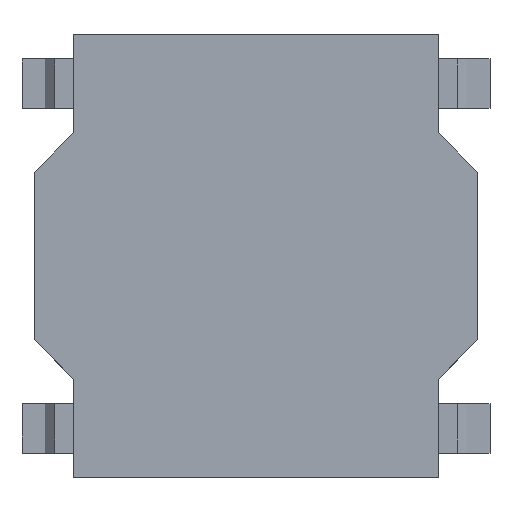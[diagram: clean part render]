
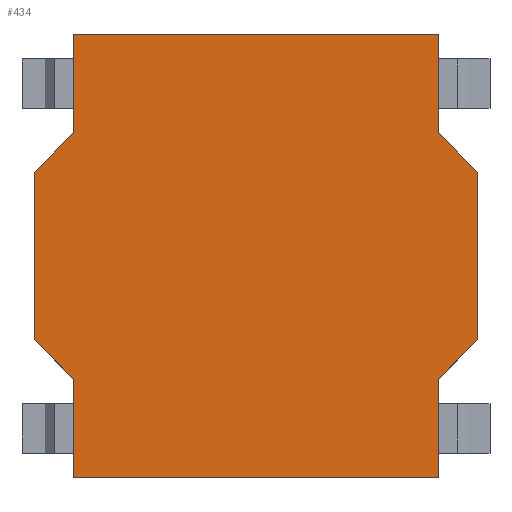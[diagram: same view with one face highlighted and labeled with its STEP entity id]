
A CAD part, top view. The second image highlights one B-rep face of the part: STEP entity #434.
In plain terms, the highlighted planar face has unit normal (0, 0, 1).
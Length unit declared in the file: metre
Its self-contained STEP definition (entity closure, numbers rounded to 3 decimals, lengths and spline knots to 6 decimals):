
#244 = EDGE_CURVE( '', #652, #653, #654, .T. );
#278 = EDGE_CURVE( '', #690, #713, #714, .T. );
#308 = EDGE_CURVE( '', #713, #710, #761, .T. );
#330 = EDGE_CURVE( '', #790, #690, #791, .T. );
#368 = EDGE_CURVE( '', #653, #729, #846, .T. );
#386 = EDGE_CURVE( '', #787, #790, #870, .T. );
#396 = EDGE_CURVE( '', #823, #652, #881, .T. );
#434 = ADVANCED_FACE( '', ( #930 ), #931, .F. );
#442 = EDGE_CURVE( '', #729, #787, #942, .T. );
#468 = EDGE_CURVE( '', #916, #725, #977, .T. );
#494 = EDGE_CURVE( '', #725, #1007, #1008, .T. );
#510 = EDGE_CURVE( '', #710, #916, #1024, .T. );
#558 = EDGE_CURVE( '', #1007, #823, #1079, .T. );
#652 = VERTEX_POINT( '', #1186 );
#653 = VERTEX_POINT( '', #1187 );
#654 = LINE( '', #1188, #1189 );
#690 = VERTEX_POINT( '', #1242 );
#710 = VERTEX_POINT( '', #1274 );
#713 = VERTEX_POINT( '', #1279 );
#714 = LINE( '', #1280, #1281 );
#725 = VERTEX_POINT( '', #1295 );
#729 = VERTEX_POINT( '', #1301 );
#761 = LINE( '', #1345, #1346 );
#787 = VERTEX_POINT( '', #1383 );
#790 = VERTEX_POINT( '', #1388 );
#791 = LINE( '', #1389, #1390 );
#823 = VERTEX_POINT( '', #1439 );
#846 = LINE( '', #1478, #1479 );
#870 = LINE( '', #1510, #1511 );
#881 = LINE( '', #1529, #1530 );
#916 = VERTEX_POINT( '', #1582 );
#930 = FACE_OUTER_BOUND( '', #1605, .T. );
#931 = PLANE( '', #1606 );
#942 = LINE( '', #1618, #1619 );
#977 = LINE( '', #1669, #1670 );
#1007 = VERTEX_POINT( '', #1725 );
#1008 = LINE( '', #1726, #1727 );
#1024 = LINE( '', #1758, #1759 );
#1079 = LINE( '', #1847, #1848 );
#1186 = CARTESIAN_POINT( '', ( -0.00185, 0.001244, 0.000597 ) );
#1187 = CARTESIAN_POINT( '', ( -0.00225, 0.000844, 0.000597 ) );
#1188 = CARTESIAN_POINT( '', ( -0.00185, 0.001244, 0.000597 ) );
#1189 = VECTOR( '', #1964, 1. );
#1242 = CARTESIAN_POINT( '', ( 0.00185, -0.002256, 0.000597 ) );
#1274 = CARTESIAN_POINT( '', ( 0.00225, -0.000856, 0.000597 ) );
#1279 = CARTESIAN_POINT( '', ( 0.00185, -0.001256, 0.000597 ) );
#1280 = CARTESIAN_POINT( '', ( 0.00185, -0.001256, 0.000597 ) );
#1281 = VECTOR( '', #1988, 1. );
#1295 = CARTESIAN_POINT( '', ( 0.00185, 0.001244, 0.000597 ) );
#1301 = CARTESIAN_POINT( '', ( -0.00225, -0.000856, 0.000597 ) );
#1345 = CARTESIAN_POINT( '', ( 0.00225, -0.000856, 0.000597 ) );
#1346 = VECTOR( '', #2057, 1. );
#1383 = CARTESIAN_POINT( '', ( -0.00185, -0.001256, 0.000597 ) );
#1388 = CARTESIAN_POINT( '', ( -0.00185, -0.002256, 0.000597 ) );
#1389 = CARTESIAN_POINT( '', ( 0.00185, -0.002256, 0.000597 ) );
#1390 = VECTOR( '', #2096, 1. );
#1439 = CARTESIAN_POINT( '', ( -0.00185, 0.002244, 0.000597 ) );
#1478 = CARTESIAN_POINT( '', ( -0.00225, 0.000844, 0.000597 ) );
#1479 = VECTOR( '', #2129, 1. );
#1510 = CARTESIAN_POINT( '', ( -0.00185, -0.001256, 0.000597 ) );
#1511 = VECTOR( '', #2177, 1. );
#1529 = CARTESIAN_POINT( '', ( -0.00185, 0.002244, 0.000597 ) );
#1530 = VECTOR( '', #2197, 1. );
#1582 = CARTESIAN_POINT( '', ( 0.00225, 0.000844, 0.000597 ) );
#1605 = EDGE_LOOP( '', ( #2256, #2257, #2258, #2259, #2260, #2261, #2262, #2263, #2264, #2265, #2266, #2267 ) );
#1606 = AXIS2_PLACEMENT_3D( '', #2268, #2269, #2270 );
#1618 = CARTESIAN_POINT( '', ( -0.00225, -0.000856, 0.000597 ) );
#1619 = VECTOR( '', #2295, 1. );
#1669 = CARTESIAN_POINT( '', ( 0.00185, 0.001244, 0.000597 ) );
#1670 = VECTOR( '', #2351, 1. );
#1725 = CARTESIAN_POINT( '', ( 0.00185, 0.002244, 0.000597 ) );
#1726 = CARTESIAN_POINT( '', ( 0.00185, 0.002244, 0.000597 ) );
#1727 = VECTOR( '', #2364, 1. );
#1758 = CARTESIAN_POINT( '', ( 0.00225, 0.000844, 0.000597 ) );
#1759 = VECTOR( '', #2372, 1. );
#1847 = CARTESIAN_POINT( '', ( -0.00185, 0.002244, 0.000597 ) );
#1848 = VECTOR( '', #2449, 1. );
#1964 = DIRECTION( '', ( -0.707, -0.707, 0. ) );
#1988 = DIRECTION( '', ( 0., 1., 0. ) );
#2057 = DIRECTION( '', ( 0.707, 0.707, 0. ) );
#2096 = DIRECTION( '', ( 1., 0., 0. ) );
#2129 = DIRECTION( '', ( 0., -1., 0. ) );
#2177 = DIRECTION( '', ( 0., -1., 0. ) );
#2197 = DIRECTION( '', ( 0., -1., 0. ) );
#2256 = ORIENTED_EDGE( '', *, *, #494, .T. );
#2257 = ORIENTED_EDGE( '', *, *, #558, .T. );
#2258 = ORIENTED_EDGE( '', *, *, #396, .T. );
#2259 = ORIENTED_EDGE( '', *, *, #244, .T. );
#2260 = ORIENTED_EDGE( '', *, *, #368, .T. );
#2261 = ORIENTED_EDGE( '', *, *, #442, .T. );
#2262 = ORIENTED_EDGE( '', *, *, #386, .T. );
#2263 = ORIENTED_EDGE( '', *, *, #330, .T. );
#2264 = ORIENTED_EDGE( '', *, *, #278, .T. );
#2265 = ORIENTED_EDGE( '', *, *, #308, .T. );
#2266 = ORIENTED_EDGE( '', *, *, #510, .T. );
#2267 = ORIENTED_EDGE( '', *, *, #468, .T. );
#2268 = CARTESIAN_POINT( '', ( 0., -0.000006, 0.000597 ) );
#2269 = DIRECTION( '', ( 0., 0., -1. ) );
#2270 = DIRECTION( '', ( 0., -1., 0. ) );
#2295 = DIRECTION( '', ( 0.707, -0.707, 0. ) );
#2351 = DIRECTION( '', ( -0.707, 0.707, 0. ) );
#2364 = DIRECTION( '', ( 0., 1., 0. ) );
#2372 = DIRECTION( '', ( 0., 1., 0. ) );
#2449 = DIRECTION( '', ( -1., 0., 0. ) );
